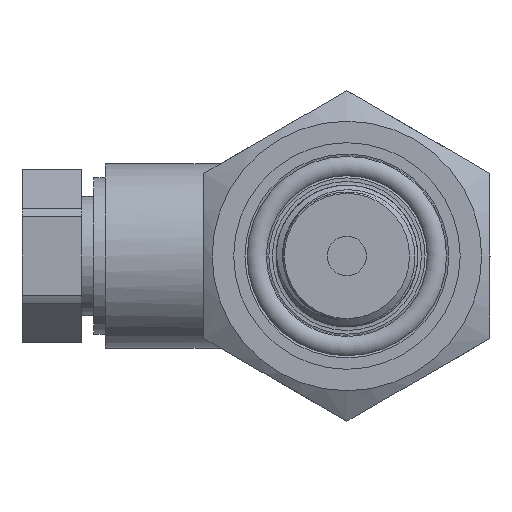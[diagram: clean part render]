
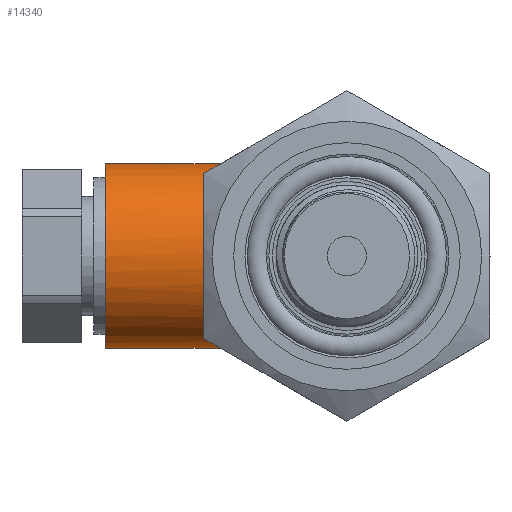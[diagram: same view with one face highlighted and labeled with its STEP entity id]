
A CAD part, left-side view. The second image highlights one B-rep face of the part: STEP entity #14340.
In plain terms, the highlighted cylindrical face has radius 7.75 mm (diameter 15.5 mm), a full revolution.
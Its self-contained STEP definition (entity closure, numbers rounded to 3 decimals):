
#106=ELLIPSE('',#15046,7.752,7.75);
#1443=FACE_OUTER_BOUND('',#2262,.T.);
#2262=EDGE_LOOP('',(#13071,#13072,#13073,#13074,#13075,#13076,#13077,#13078,
#13079,#13080,#13081,#13082,#13083));
#2524=CIRCLE('',#15044,7.75);
#2525=CIRCLE('',#15045,7.75);
#2526=CIRCLE('',#15047,7.75);
#2527=CIRCLE('',#15048,7.75);
#2528=CIRCLE('',#15049,7.75);
#3419=B_SPLINE_CURVE_WITH_KNOTS('',3,(#94904,#94905,#94906,#94907,#94908,
#94909),.UNSPECIFIED.,.F.,.F.,(4,2,4),(0.,0.197,0.394),
 .UNSPECIFIED.);
#3424=B_SPLINE_CURVE_WITH_KNOTS('',3,(#97805,#97806,#97807,#97808,#97809,
#97810),.UNSPECIFIED.,.F.,.F.,(4,2,4),(-0.394,-0.197,
0.),.UNSPECIFIED.);
#3425=B_SPLINE_CURVE_WITH_KNOTS('',3,(#97812,#97813,#97814,#97815,#97816,
#97817),.UNSPECIFIED.,.F.,.F.,(4,2,4),(-1.208,-1.012,
-0.815),.UNSPECIFIED.);
#3426=B_SPLINE_CURVE_WITH_KNOTS('',3,(#97821,#97822,#97823,#97824,#97825,
#97826,#97827,#97828,#97829,#97830),.UNSPECIFIED.,.F.,.F.,(4,2,2,2,4),(-1.982,
-1.821,-1.654,-1.486,-1.325),
 .UNSPECIFIED.);
#3427=B_SPLINE_CURVE_WITH_KNOTS('',3,(#97833,#97834,#97835,#97836,#97837,
#97838),.UNSPECIFIED.,.F.,.F.,(4,2,4),(-0.394,-0.197,
0.),.UNSPECIFIED.);
#4359=LINE('',#97797,#5382);
#5382=VECTOR('',#17286,7.75);
#6842=VERTEX_POINT('',#94901);
#6843=VERTEX_POINT('',#94903);
#6846=VERTEX_POINT('',#97795);
#6847=VERTEX_POINT('',#97798);
#6848=VERTEX_POINT('',#97800);
#6849=VERTEX_POINT('',#97802);
#6850=VERTEX_POINT('',#97804);
#6851=VERTEX_POINT('',#97811);
#6852=VERTEX_POINT('',#97818);
#6853=VERTEX_POINT('',#97820);
#6854=VERTEX_POINT('',#97831);
#8946=EDGE_CURVE('',#6843,#6842,#3419,.T.);
#8955=EDGE_CURVE('',#6846,#6846,#2524,.T.);
#8956=EDGE_CURVE('',#6846,#6843,#4359,.T.);
#8957=EDGE_CURVE('',#6842,#6847,#2525,.F.);
#8958=EDGE_CURVE('',#6847,#6848,#106,.F.);
#8959=EDGE_CURVE('',#6848,#6849,#2526,.F.);
#8960=EDGE_CURVE('',#6849,#6850,#3424,.T.);
#8961=EDGE_CURVE('',#6850,#6851,#3425,.T.);
#8962=EDGE_CURVE('',#6851,#6852,#2527,.F.);
#8963=EDGE_CURVE('',#6852,#6853,#3426,.T.);
#8964=EDGE_CURVE('',#6853,#6854,#2528,.F.);
#8965=EDGE_CURVE('',#6854,#6843,#3427,.T.);
#13071=ORIENTED_EDGE('',*,*,#8955,.T.);
#13072=ORIENTED_EDGE('',*,*,#8956,.T.);
#13073=ORIENTED_EDGE('',*,*,#8946,.T.);
#13074=ORIENTED_EDGE('',*,*,#8957,.T.);
#13075=ORIENTED_EDGE('',*,*,#8958,.T.);
#13076=ORIENTED_EDGE('',*,*,#8959,.T.);
#13077=ORIENTED_EDGE('',*,*,#8960,.T.);
#13078=ORIENTED_EDGE('',*,*,#8961,.T.);
#13079=ORIENTED_EDGE('',*,*,#8962,.T.);
#13080=ORIENTED_EDGE('',*,*,#8963,.T.);
#13081=ORIENTED_EDGE('',*,*,#8964,.T.);
#13082=ORIENTED_EDGE('',*,*,#8965,.T.);
#13083=ORIENTED_EDGE('',*,*,#8956,.F.);
#13610=CYLINDRICAL_SURFACE('',#15043,7.75);
#14340=ADVANCED_FACE('',(#1443),#13610,.T.);
#15043=AXIS2_PLACEMENT_3D('',#97794,#17282,#17283);
#15044=AXIS2_PLACEMENT_3D('',#97796,#17284,#17285);
#15045=AXIS2_PLACEMENT_3D('',#97799,#17287,#17288);
#15046=AXIS2_PLACEMENT_3D('',#97801,#17289,#17290);
#15047=AXIS2_PLACEMENT_3D('',#97803,#17291,#17292);
#15048=AXIS2_PLACEMENT_3D('',#97819,#17293,#17294);
#15049=AXIS2_PLACEMENT_3D('',#97832,#17295,#17296);
#17282=DIRECTION('center_axis',(0.,1.,0.));
#17283=DIRECTION('ref_axis',(0.,0.,-1.));
#17284=DIRECTION('center_axis',(0.,-1.,0.));
#17285=DIRECTION('ref_axis',(0.,0.,-1.));
#17286=DIRECTION('',(0.,-1.,0.));
#17287=DIRECTION('center_axis',(0.,-1.,0.));
#17288=DIRECTION('ref_axis',(0.,0.,-1.));
#17289=DIRECTION('center_axis',(-0.021,-1.,
0.));
#17290=DIRECTION('ref_axis',(1.,-0.021,0.));
#17291=DIRECTION('center_axis',(0.,-1.,0.));
#17292=DIRECTION('ref_axis',(0.,0.,-1.));
#17293=DIRECTION('center_axis',(0.,-1.,0.));
#17294=DIRECTION('ref_axis',(0.,0.,-1.));
#17295=DIRECTION('center_axis',(0.,-1.,0.));
#17296=DIRECTION('ref_axis',(0.,0.,-1.));
#94901=CARTESIAN_POINT('',(3.808,7.75,6.75));
#94903=CARTESIAN_POINT('',(0.,6.75,7.75));
#94904=CARTESIAN_POINT('Ctrl Pts',(0.,6.75,7.75));
#94905=CARTESIAN_POINT('Ctrl Pts',(0.618,6.972,7.75));
#94906=CARTESIAN_POINT('Ctrl Pts',(1.289,7.215,7.672));
#94907=CARTESIAN_POINT('Ctrl Pts',(2.598,7.602,7.333));
#94908=CARTESIAN_POINT('Ctrl Pts',(3.236,7.75,7.072));
#94909=CARTESIAN_POINT('Ctrl Pts',(3.808,7.75,6.75));
#97794=CARTESIAN_POINT('Origin',(0.,3.5,0.));
#97795=CARTESIAN_POINT('',(0.,20.25,7.75));
#97796=CARTESIAN_POINT('Origin',(0.,20.25,0.));
#97797=CARTESIAN_POINT('',(0.,3.5,7.75));
#97798=CARTESIAN_POINT('',(6.5,7.75,4.22));
#97799=CARTESIAN_POINT('Origin',(0.,7.75,0.));
#97800=CARTESIAN_POINT('',(6.5,7.75,-4.22));
#97801=CARTESIAN_POINT('Origin',(0.,7.885,0.));
#97802=CARTESIAN_POINT('',(3.808,7.75,-6.75));
#97803=CARTESIAN_POINT('Origin',(0.,7.75,0.));
#97804=CARTESIAN_POINT('',(0.,6.75,-7.75));
#97805=CARTESIAN_POINT('Ctrl Pts',(3.808,7.75,-6.75));
#97806=CARTESIAN_POINT('Ctrl Pts',(3.236,7.75,-7.072));
#97807=CARTESIAN_POINT('Ctrl Pts',(2.598,7.602,-7.333));
#97808=CARTESIAN_POINT('Ctrl Pts',(1.289,7.215,-7.672));
#97809=CARTESIAN_POINT('Ctrl Pts',(0.618,6.972,-7.75));
#97810=CARTESIAN_POINT('Ctrl Pts',(0.,6.75,-7.75));
#97811=CARTESIAN_POINT('',(-3.808,7.75,-6.75));
#97812=CARTESIAN_POINT('Ctrl Pts',(0.,6.75,-7.75));
#97813=CARTESIAN_POINT('Ctrl Pts',(-0.618,6.972,-7.75));
#97814=CARTESIAN_POINT('Ctrl Pts',(-1.289,7.215,-7.672));
#97815=CARTESIAN_POINT('Ctrl Pts',(-2.598,7.602,-7.333));
#97816=CARTESIAN_POINT('Ctrl Pts',(-3.236,7.75,-7.072));
#97817=CARTESIAN_POINT('Ctrl Pts',(-3.808,7.75,-6.75));
#97818=CARTESIAN_POINT('',(-7.,7.75,-3.326));
#97819=CARTESIAN_POINT('Origin',(0.,7.75,0.));
#97820=CARTESIAN_POINT('',(-7.,7.75,3.326));
#97821=CARTESIAN_POINT('Ctrl Pts',(-7.,7.75,-3.326));
#97822=CARTESIAN_POINT('Ctrl Pts',(-7.232,7.75,-2.839));
#97823=CARTESIAN_POINT('Ctrl Pts',(-7.424,7.668,-2.295));
#97824=CARTESIAN_POINT('Ctrl Pts',(-7.686,7.495,-1.157));
#97825=CARTESIAN_POINT('Ctrl Pts',(-7.75,7.411,-0.559));
#97826=CARTESIAN_POINT('Ctrl Pts',(-7.75,7.411,0.559));
#97827=CARTESIAN_POINT('Ctrl Pts',(-7.686,7.495,1.157));
#97828=CARTESIAN_POINT('Ctrl Pts',(-7.424,7.668,2.295));
#97829=CARTESIAN_POINT('Ctrl Pts',(-7.232,7.75,2.839));
#97830=CARTESIAN_POINT('Ctrl Pts',(-7.,7.75,3.326));
#97831=CARTESIAN_POINT('',(-3.808,7.75,6.75));
#97832=CARTESIAN_POINT('Origin',(0.,7.75,0.));
#97833=CARTESIAN_POINT('Ctrl Pts',(-3.808,7.75,6.75));
#97834=CARTESIAN_POINT('Ctrl Pts',(-3.236,7.75,7.072));
#97835=CARTESIAN_POINT('Ctrl Pts',(-2.598,7.602,7.333));
#97836=CARTESIAN_POINT('Ctrl Pts',(-1.289,7.215,7.672));
#97837=CARTESIAN_POINT('Ctrl Pts',(-0.618,6.972,7.75));
#97838=CARTESIAN_POINT('Ctrl Pts',(0.,6.75,7.75));
